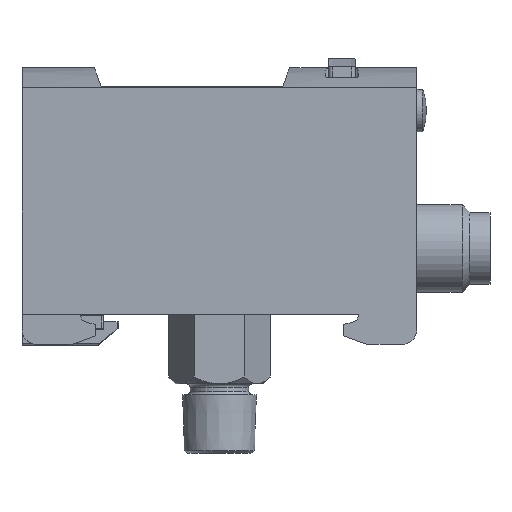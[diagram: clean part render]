
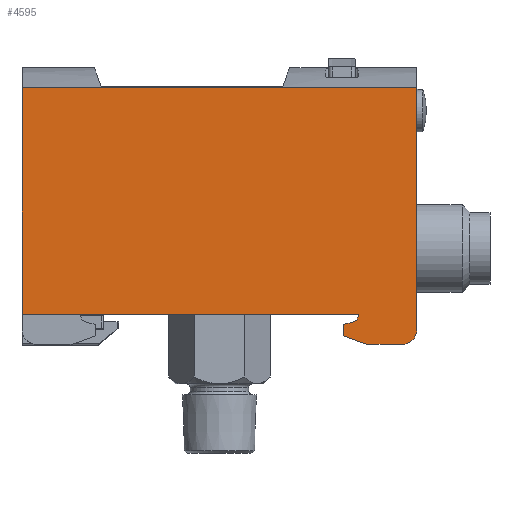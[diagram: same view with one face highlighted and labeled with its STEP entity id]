
A CAD part, left-side view. The second image highlights one B-rep face of the part: STEP entity #4595.
In plain terms, the highlighted planar face has unit normal (-1, 0, 0).
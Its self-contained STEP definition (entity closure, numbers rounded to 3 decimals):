
#160=PLANE('',#4895);
#228=LINE('',#6090,#540);
#246=LINE('',#6129,#558);
#370=LINE('',#6670,#682);
#373=LINE('',#6676,#685);
#376=LINE('',#6682,#688);
#379=LINE('',#6688,#691);
#381=LINE('',#6694,#693);
#403=LINE('',#6767,#715);
#540=VECTOR('',#5083,1000.);
#558=VECTOR('',#5105,1000.);
#682=VECTOR('',#5511,1000.);
#685=VECTOR('',#5516,1000.);
#688=VECTOR('',#5521,1000.);
#691=VECTOR('',#5526,1000.);
#693=VECTOR('',#5536,1000.);
#715=VECTOR('',#5620,1000.);
#1353=ORIENTED_EDGE('',*,*,#1831,.F.);
#1354=ORIENTED_EDGE('',*,*,#2087,.F.);
#1355=ORIENTED_EDGE('',*,*,#2088,.F.);
#1356=ORIENTED_EDGE('',*,*,#2040,.F.);
#1357=ORIENTED_EDGE('',*,*,#2043,.F.);
#1358=ORIENTED_EDGE('',*,*,#2046,.F.);
#1359=ORIENTED_EDGE('',*,*,#2049,.T.);
#1360=ORIENTED_EDGE('',*,*,#2051,.T.);
#1361=ORIENTED_EDGE('',*,*,#1812,.T.);
#1362=ORIENTED_EDGE('',*,*,#2053,.F.);
#1812=EDGE_CURVE('',#2287,#2286,#228,.T.);
#1831=EDGE_CURVE('',#2305,#2306,#246,.T.);
#2040=EDGE_CURVE('',#2454,#2452,#370,.T.);
#2043=EDGE_CURVE('',#2456,#2454,#373,.T.);
#2046=EDGE_CURVE('',#2458,#2456,#376,.T.);
#2049=EDGE_CURVE('',#2458,#2460,#379,.T.);
#2051=EDGE_CURVE('',#2460,#2287,#2661,.F.);
#2053=EDGE_CURVE('',#2306,#2286,#381,.T.);
#2087=EDGE_CURVE('',#2481,#2305,#403,.T.);
#2088=EDGE_CURVE('',#2452,#2481,#2674,.F.);
#2286=VERTEX_POINT('',#6089);
#2287=VERTEX_POINT('',#6091);
#2305=VERTEX_POINT('',#6128);
#2306=VERTEX_POINT('',#6130);
#2452=VERTEX_POINT('',#6665);
#2454=VERTEX_POINT('',#6669);
#2456=VERTEX_POINT('',#6675);
#2458=VERTEX_POINT('',#6681);
#2460=VERTEX_POINT('',#6687);
#2481=VERTEX_POINT('',#6768);
#2661=CIRCLE('',#4863,2.);
#2674=CIRCLE('',#4896,1.1);
#2863=EDGE_LOOP('',(#1353,#1354,#1355,#1356,#1357,#1358,#1359,#1360,#1361,
#1362));
#3129=FACE_BOUND('',#2863,.T.);
#4595=ADVANCED_FACE('',(#3129),#160,.F.);
#4863=AXIS2_PLACEMENT_3D('',#6691,#5531,#5532);
#4895=AXIS2_PLACEMENT_3D('',#6766,#5618,#5619);
#4896=AXIS2_PLACEMENT_3D('',#6769,#5621,#5622);
#5083=DIRECTION('',(0.,0.,1.));
#5105=DIRECTION('',(0.,0.,1.));
#5511=DIRECTION('',(0.,-0.966,0.259));
#5516=DIRECTION('',(0.,0.,1.));
#5521=DIRECTION('',(0.,0.94,0.342));
#5526=DIRECTION('',(0.,-1.,0.));
#5531=DIRECTION('',(1.,0.,0.));
#5532=DIRECTION('',(0.,0.,-1.));
#5536=DIRECTION('',(0.,-1.,0.));
#5618=DIRECTION('',(1.,0.,0.));
#5619=DIRECTION('',(0.,0.,-1.));
#5620=DIRECTION('',(0.,1.,0.));
#5621=DIRECTION('',(1.,0.,0.));
#5622=DIRECTION('',(0.,0.,-1.));
#6089=CARTESIAN_POINT('',(-16.,0.,16.105));
#6090=CARTESIAN_POINT('',(-16.,0.,-19.));
#6091=CARTESIAN_POINT('',(-16.,0.,-17.));
#6128=CARTESIAN_POINT('',(-16.,54.,-14.9));
#6129=CARTESIAN_POINT('',(-16.,54.,-19.));
#6130=CARTESIAN_POINT('',(-16.,54.,16.105));
#6665=CARTESIAN_POINT('',(-16.,8.563,-15.895));
#6669=CARTESIAN_POINT('',(-16.,10.,-16.28));
#6670=CARTESIAN_POINT('',(-16.,51.733,-27.462));
#6675=CARTESIAN_POINT('',(-16.,10.,-17.85));
#6676=CARTESIAN_POINT('',(-16.,10.,-19.));
#6681=CARTESIAN_POINT('',(-16.,6.84,-19.));
#6682=CARTESIAN_POINT('',(-16.,48.483,-3.843));
#6687=CARTESIAN_POINT('',(-16.,2.,-19.));
#6688=CARTESIAN_POINT('',(-16.,54.,-19.));
#6691=CARTESIAN_POINT('',(-16.,2.,-17.));
#6694=CARTESIAN_POINT('',(-16.,54.,16.105));
#6766=CARTESIAN_POINT('',(-16.,54.,-19.));
#6767=CARTESIAN_POINT('',(-16.,54.,-14.9));
#6768=CARTESIAN_POINT('',(-16.,8.,-14.9));
#6769=CARTESIAN_POINT('',(-16.,9.099,-14.935));
